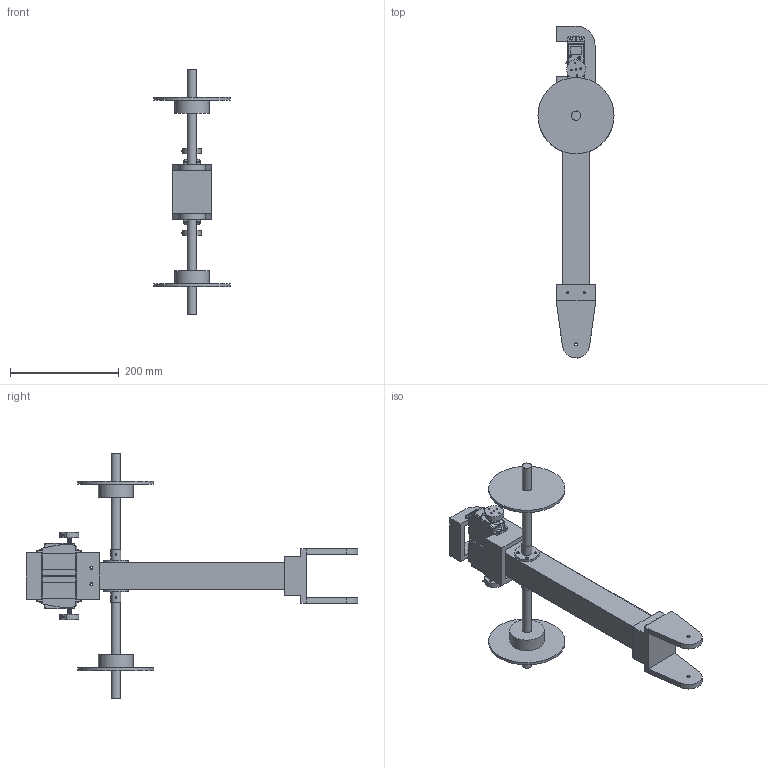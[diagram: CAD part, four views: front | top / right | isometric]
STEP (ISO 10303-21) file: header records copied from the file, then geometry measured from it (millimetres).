
FILE_DESCRIPTION(/* description */ (''),/* implementation_level */ '2;1');
FILE_NAME(/* name */ '00_Forearm.stp',/* time_stamp */ '2023-10-08T11:25:17+05:30',/* author */ ('Abhinav'),/* organization */ (''),/* preprocessor_version */ 'ST-DEVELOPER v19',/* originating_system */ 'Autodesk Inventor 2023',/* authorisation */ '');
FILE_SCHEMA (('AUTOMOTIVE_DESIGN { 1 0 10303 214 3 1 1 }'));
Length unit declared in the file: millimetre
Products named in the file (9): Forearm; 60 kg cm Servo; Joint_3_House; End-Link; Forearm-End Fork; Pulley-35; Fond-Shaft; 12mm Flange; 47T-Sprocket
Assembly tree (12 placements, depth 2):
  Forearm
    60 kg cm Servo  x2
    Joint_3_House
    End-Link
    Forearm-End Fork
    Pulley-35  x2
    Fond-Shaft
    12mm Flange  x2
    47T-Sprocket  x2
Bounding box: 140 x 609.91 x 450 mm (x, y, z)
Volume: 1188508.8 mm3; surface area: 428629.1 mm2
Topology: 22 solids, 22 shells, 731 faces, 1987 edges, 1318 vertices
Faces by surface type: plane 420, cylinder 255, cone 46, bspline 6, torus 4
Full cylindrical faces by diameter (mm): 1.78 x6, 2.5 x2, 3 x6, 3.1 x10, 3.5 x4, 4 x24, 5 x20, 6 x2, 12 x4, 17 x3, 18 x2, 45 x2, 64 x2, 140 x2
Entity records: 14589 total; most frequent: CARTESIAN_POINT 3421, ORIENTED_EDGE 2238, DIRECTION 2191, EDGE_CURVE 1119, AXIS2_PLACEMENT_3D 745, VERTEX_POINT 742, LINE 701, VECTOR 701
